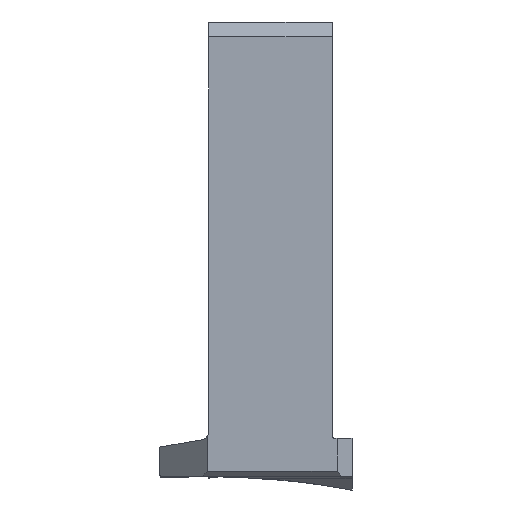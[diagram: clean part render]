
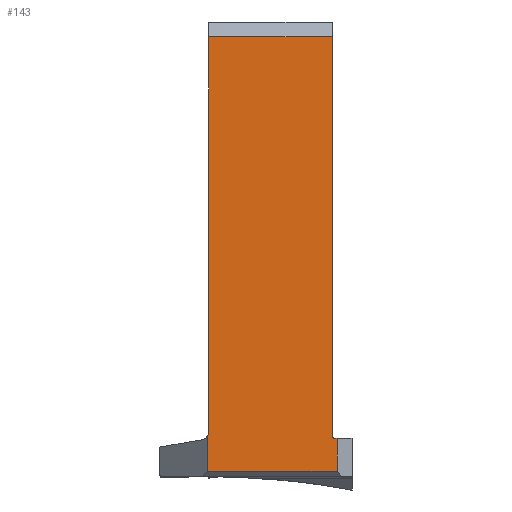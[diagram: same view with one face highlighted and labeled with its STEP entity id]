
A CAD part, left-side view. The second image highlights one B-rep face of the part: STEP entity #143.
In plain terms, the highlighted planar face has unit normal (-1, 0, 0).
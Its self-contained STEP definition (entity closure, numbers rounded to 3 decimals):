
#110=PLANE('',#1486);
#143=ADVANCED_FACE('CU_RIGHT_SU1',(#224),#110,.T.);
#224=FACE_OUTER_BOUND('',#285,.T.);
#285=EDGE_LOOP('',(#591,#592,#593,#594,#595,#596,#597,#598,#599));
#345=CIRCLE('',#1484,0.5);
#346=CIRCLE('',#1485,1.6);
#385=LINE('',#2074,#469);
#387=LINE('',#2080,#471);
#388=LINE('',#2082,#472);
#389=LINE('',#2084,#473);
#390=LINE('',#2088,#474);
#391=LINE('',#2090,#475);
#392=LINE('',#2092,#476);
#469=VECTOR('',#1610,1.);
#471=VECTOR('',#1616,1.);
#472=VECTOR('',#1617,1.);
#473=VECTOR('',#1618,1.);
#474=VECTOR('',#1621,1.);
#475=VECTOR('',#1622,1.);
#476=VECTOR('',#1623,1.);
#591=ORIENTED_EDGE('',*,*,#1138,.T.);
#592=ORIENTED_EDGE('',*,*,#1139,.T.);
#593=ORIENTED_EDGE('',*,*,#1140,.T.);
#594=ORIENTED_EDGE('',*,*,#1141,.T.);
#595=ORIENTED_EDGE('',*,*,#1142,.T.);
#596=ORIENTED_EDGE('',*,*,#1143,.T.);
#597=ORIENTED_EDGE('',*,*,#1144,.T.);
#598=ORIENTED_EDGE('',*,*,#1145,.T.);
#599=ORIENTED_EDGE('',*,*,#1135,.F.);
#984=VERTEX_POINT('',#2073);
#985=VERTEX_POINT('',#2075);
#987=VERTEX_POINT('',#2081);
#988=VERTEX_POINT('',#2083);
#989=VERTEX_POINT('',#2085);
#990=VERTEX_POINT('',#2087);
#991=VERTEX_POINT('',#2089);
#992=VERTEX_POINT('',#2091);
#993=VERTEX_POINT('',#2093);
#1135=EDGE_CURVE('',#984,#985,#385,.T.);
#1138=EDGE_CURVE('',#984,#987,#387,.T.);
#1139=EDGE_CURVE('',#987,#988,#388,.T.);
#1140=EDGE_CURVE('',#988,#989,#389,.T.);
#1141=EDGE_CURVE('',#989,#990,#345,.T.);
#1142=EDGE_CURVE('',#990,#991,#390,.T.);
#1143=EDGE_CURVE('',#991,#992,#391,.T.);
#1144=EDGE_CURVE('',#992,#993,#392,.T.);
#1145=EDGE_CURVE('',#993,#985,#346,.T.);
#1484=AXIS2_PLACEMENT_3D('',#2086,#1619,#1620);
#1485=AXIS2_PLACEMENT_3D('',#2094,#1624,#1625);
#1486=AXIS2_PLACEMENT_3D('',#2095,#1626,#1627);
#1610=DIRECTION('',(0.,0.,1.));
#1616=DIRECTION('',(0.,-1.,0.));
#1617=DIRECTION('',(0.,0.,1.));
#1618=DIRECTION('',(0.,1.,0.));
#1619=DIRECTION('',(1.,0.,0.));
#1620=DIRECTION('',(0.,0.,1.));
#1621=DIRECTION('',(0.,0.,1.));
#1622=DIRECTION('',(0.,1.,0.));
#1623=DIRECTION('',(0.,0.,-1.));
#1624=DIRECTION('',(1.,0.,0.));
#1625=DIRECTION('',(0.,0.,1.));
#1626=DIRECTION('',(-1.,0.,0.));
#1627=DIRECTION('',(0.,0.,1.));
#2073=CARTESIAN_POINT('',(0.,25.2,-90.65));
#2074=CARTESIAN_POINT('',(0.,25.2,-112.));
#2075=CARTESIAN_POINT('',(0.,25.2,-83.554));
#2080=CARTESIAN_POINT('',(0.,-110.,-90.65));
#2081=CARTESIAN_POINT('',(0.,-1.,-90.65));
#2082=CARTESIAN_POINT('',(0.,-1.,-134.));
#2083=CARTESIAN_POINT('',(0.,-1.,-84.));
#2084=CARTESIAN_POINT('',(0.,-100.,-84.));
#2085=CARTESIAN_POINT('',(0.,-0.5,-84.));
#2086=CARTESIAN_POINT('',(0.,-0.5,-83.5));
#2087=CARTESIAN_POINT('',(0.,0.,-83.5));
#2088=CARTESIAN_POINT('',(0.,0.,-84.));
#2089=CARTESIAN_POINT('',(0.,0.,-3.));
#2090=CARTESIAN_POINT('',(0.,0.,-3.));
#2091=CARTESIAN_POINT('',(0.,24.925,-3.));
#2092=CARTESIAN_POINT('',(0.,24.925,0.));
#2093=CARTESIAN_POINT('',(0.,24.925,-82.657));
#2094=CARTESIAN_POINT('',(0.,26.525,-82.657));
#2095=CARTESIAN_POINT('',(0.,-110.,-112.));
